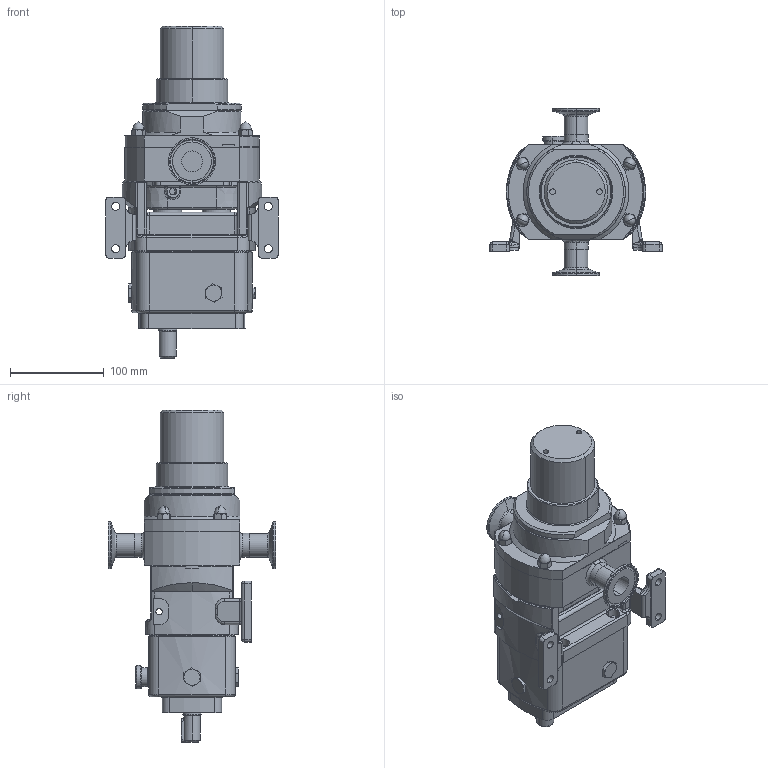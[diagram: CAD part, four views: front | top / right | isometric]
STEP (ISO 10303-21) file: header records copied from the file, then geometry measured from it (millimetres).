
FILE_DESCRIPTION (( 'STEP AP214' ), '1' );
FILE_NAME ('GA4393.STEP', '2024-11-07T16:59:47', ( '' ), ( '' ), 'SwSTEP 2.0', 'SolidWorks 2023', '' );
FILE_SCHEMA (( 'AUTOMOTIVE_DESIGN' ));
Length unit declared in the file: millimetre
Products named in the file (4): Copy of CP10-0005-12 V L^GA4393; GA4393; Copy of Z94-5121-11 - 1 INCH^GA4393; Copy of MP-CP10 SPRING PRV^GA4393
Assembly tree (4 placements, depth 2):
  GA4393
    Copy of CP10-0005-12 V L^GA4393
    Copy of Z94-5121-11 - 1 INCH^GA4393  x2
    Copy of MP-CP10 SPRING PRV^GA4393
Bounding box: 183.1 x 178.15 x 353.35 mm (x, y, z)
Volume: 3030592.5 mm3; surface area: 236076.3 mm2
Topology: 4 solids, 4 shells, 737 faces, 1812 edges, 1085 vertices
Faces by surface type: plane 234, cylinder 230, cone 125, torus 80, bspline 56, sphere 12
Entity records: 29170 total; most frequent: CARTESIAN_POINT 12538, ORIENTED_EDGE 3498, DIRECTION 3470, EDGE_CURVE 1749, AXIS2_PLACEMENT_3D 1388, VERTEX_POINT 1061, EDGE_LOOP 762, CIRCLE 721
